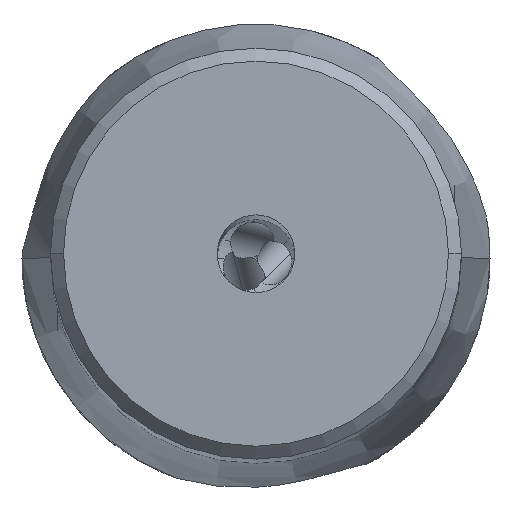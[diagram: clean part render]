
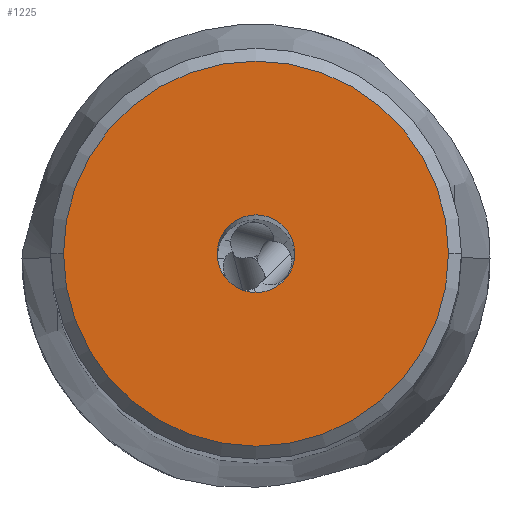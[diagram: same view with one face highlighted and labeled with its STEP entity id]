
A CAD part, top view. The second image highlights one B-rep face of the part: STEP entity #1225.
In plain terms, the highlighted planar face has unit normal (0, 0, 1).
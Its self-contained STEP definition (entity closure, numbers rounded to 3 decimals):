
#143=FACE_BOUND('',#2271,.T.);
#144=FACE_BOUND('',#2272,.T.);
#303=PLANE('',#8870);
#1225=ADVANCED_FACE('',(#143,#144),#303,.T.);
#2271=EDGE_LOOP('',(#4597,#4598));
#2272=EDGE_LOOP('',(#4599,#4600));
#2744=CIRCLE('',#8865,3.);
#2745=CIRCLE('',#8867,14.875);
#2746=CIRCLE('',#8868,14.875);
#2747=CIRCLE('',#8869,3.);
#4597=ORIENTED_EDGE('',*,*,#7269,.F.);
#4598=ORIENTED_EDGE('',*,*,#7270,.F.);
#4599=ORIENTED_EDGE('',*,*,#7271,.F.);
#4600=ORIENTED_EDGE('',*,*,#7268,.F.);
#6145=VERTEX_POINT('',#17754);
#6146=VERTEX_POINT('',#17756);
#6147=VERTEX_POINT('',#17760);
#6148=VERTEX_POINT('',#17761);
#7268=EDGE_CURVE('',#6146,#6145,#2744,.T.);
#7269=EDGE_CURVE('',#6147,#6148,#2745,.T.);
#7270=EDGE_CURVE('',#6148,#6147,#2746,.T.);
#7271=EDGE_CURVE('',#6145,#6146,#2747,.T.);
#8865=AXIS2_PLACEMENT_3D('',#17757,#10653,#10654);
#8867=AXIS2_PLACEMENT_3D('',#17759,#10657,#10658);
#8868=AXIS2_PLACEMENT_3D('',#17762,#10659,#10660);
#8869=AXIS2_PLACEMENT_3D('',#17763,#10661,#10662);
#8870=AXIS2_PLACEMENT_3D('',#17764,#10663,#10664);
#10653=DIRECTION('',(0.,0.,1.));
#10654=DIRECTION('',(-1.,0.,0.));
#10657=DIRECTION('',(0.,0.,-1.));
#10658=DIRECTION('',(-1.,0.,0.));
#10659=DIRECTION('',(0.,0.,-1.));
#10660=DIRECTION('',(1.,0.,0.));
#10661=DIRECTION('',(0.,0.,1.));
#10662=DIRECTION('',(1.,0.,0.));
#10663=DIRECTION('',(0.,0.,1.));
#10664=DIRECTION('',(1.,0.,0.));
#17754=CARTESIAN_POINT('',(3.,0.,0.));
#17756=CARTESIAN_POINT('',(-3.,0.,0.));
#17757=CARTESIAN_POINT('',(0.,0.,0.));
#17759=CARTESIAN_POINT('',(0.,0.,0.));
#17760=CARTESIAN_POINT('',(-14.875,0.,0.));
#17761=CARTESIAN_POINT('',(14.875,0.,0.));
#17762=CARTESIAN_POINT('',(0.,0.,0.));
#17763=CARTESIAN_POINT('',(0.,0.,0.));
#17764=CARTESIAN_POINT('',(0.,0.,0.));
